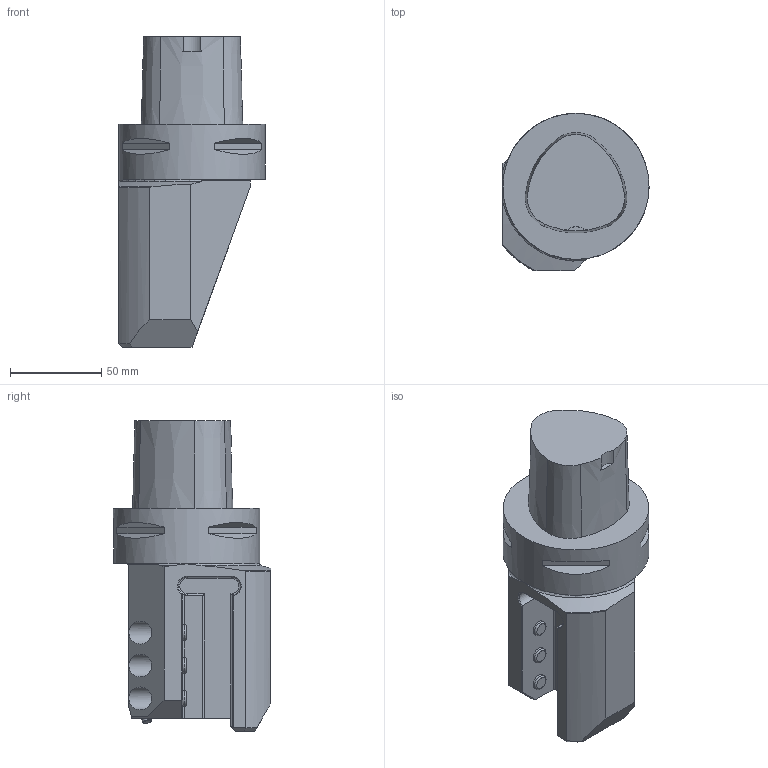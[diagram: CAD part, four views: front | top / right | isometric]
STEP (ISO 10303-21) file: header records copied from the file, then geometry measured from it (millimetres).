
FILE_DESCRIPTION(/* description */ (''),/* implementation_level */ '2;1');
FILE_NAME(/* name */ '1548324099215.stp',/* time_stamp */ '2019-01-24T15:31:57+05:00',/* author */ (''),/* organization */ ('SMS'),/* preprocessor_version */ 'ST-DEVELOPER v15',/* originating_system */ 'SIEMENS PLM Software NX 8.5',/* authorisation */ '');
FILE_SCHEMA (('AUTOMOTIVE_DESIGN { 1 0 10303 214 3 1 1 1 }'));
Length unit declared in the file: millimetre
Products named in the file (1): 200952130mod000_01
Bounding box: 80 x 86 x 170 mm (x, y, z)
Volume: 537930 mm3; surface area: 50630.4 mm2
Topology: 1 solids, 1 shells, 95 faces, 229 edges, 151 vertices
Faces by surface type: plane 52, cylinder 23, cone 12, torus 8
Full cylindrical faces by diameter (mm): 5 x1, 8.5 x3, 12.5 x3, 80 x1
Entity records: 2807 total; most frequent: CARTESIAN_POINT 594, DIRECTION 460, ORIENTED_EDGE 420, EDGE_CURVE 210, AXIS2_PLACEMENT_3D 174, VERTEX_POINT 141, EDGE_LOOP 119, LINE 112
